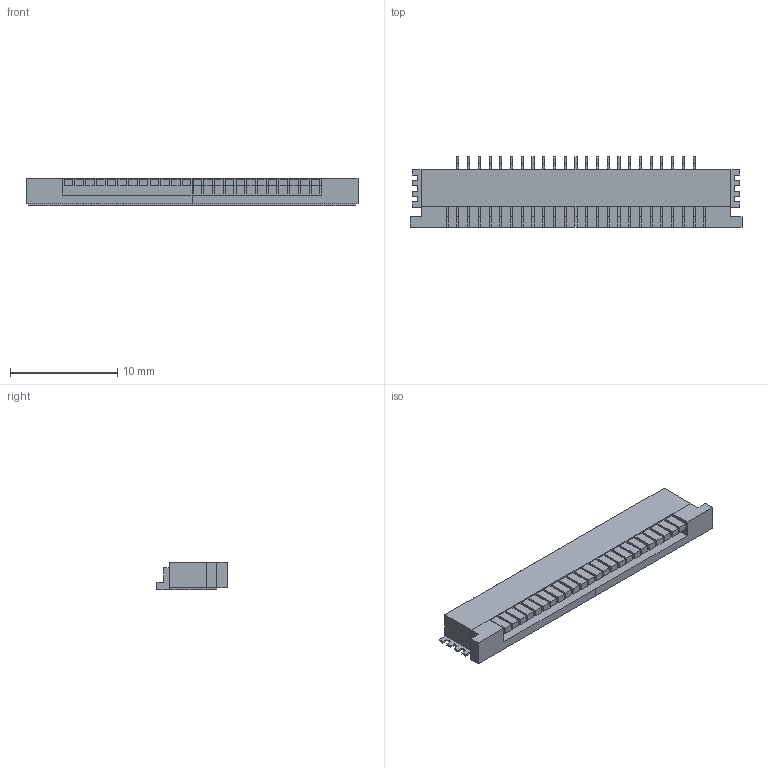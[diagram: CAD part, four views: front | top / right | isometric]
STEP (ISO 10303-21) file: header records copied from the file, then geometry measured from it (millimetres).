
FILE_DESCRIPTION(/* description */ ('model of TE_2-84953-3_1x23-1MP_P1.0mm_Horizontal'),/* implementation_level */ '2;1');
FILE_NAME(/* name */ 'TE_2-84953-3_1x23-1MP_P1.0mm_Horizontal.step',/* time_stamp */ '2019-12-30T03:05:48',/* author */ ('Anton Lysak',''),/* organization */ (''),/* preprocessor_version */ '',/* originating_system */ '',/* authorisation */ '');
FILE_SCHEMA(('AUTOMOTIVE_DESIGN { 1 0 10303 214 1 1 1 1 }'));
Length unit declared in the file: millimetre
Products named in the file (1): TE_2_84953_3
Bounding box: 30.92 x 6.54 x 2.56 mm (x, y, z)
Volume: 355.8 mm3; surface area: 722.7 mm2
Topology: 1 solids, 1 shells, 371 faces, 972 edges, 615 vertices
Faces by surface type: plane 349, extrusion 22
Entity records: 13622 total; most frequent: CARTESIAN_POINT 2026, ORIENTED_EDGE 1944, DIRECTION 1649, EDGE_CURVE 972, VECTOR 949, LINE 927, VERTEX_POINT 615, FACE_BOUND 383
